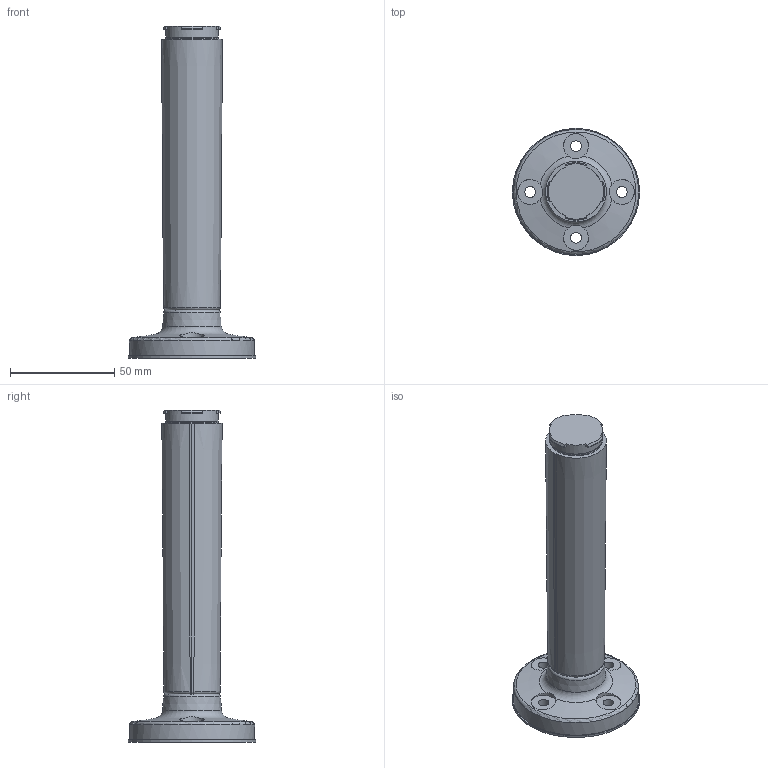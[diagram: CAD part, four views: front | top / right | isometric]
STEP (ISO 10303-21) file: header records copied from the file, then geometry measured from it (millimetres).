
FILE_DESCRIPTION(/* description */ (''),/* implementation_level */ '2;1');
FILE_NAME(/* name */ 'C30 CMR.stp',/* time_stamp */ '2013-04-16T13:32:46+02:00',/* author */ (''),/* organization */ (''),/* preprocessor_version */ 'ST-DEVELOPER v11',/* originating_system */ 'SIEMENS PLM Software NX 7.5',/* authorisation */ '');
FILE_SCHEMA (('AUTOMOTIVE_DESIGN { 1 0 10303 214 1 1 1 1 }'));
Length unit declared in the file: millimetre
Products named in the file (1): m.ne6B38c4xa
Bounding box: 61 x 61 x 159.3 mm (x, y, z)
Volume: 111167 mm3; surface area: 34452.9 mm2
Topology: 4 solids, 12 shells, 169 faces, 394 edges, 257 vertices
Faces by surface type: cylinder 77, plane 70, cone 15, torus 7
Full cylindrical faces by diameter (mm): 5 x2, 5.2 x4, 5.5 x4, 6.8 x4, 16 x2, 17 x1, 20 x3, 25 x1, 25.4 x1, 58.4 x1, 60 x1, 61 x1
Entity records: 4952 total; most frequent: CARTESIAN_POINT 1113, DIRECTION 823, ORIENTED_EDGE 708, EDGE_CURVE 354, AXIS2_PLACEMENT_3D 349, VERTEX_POINT 251, EDGE_LOOP 237, CIRCLE 177
